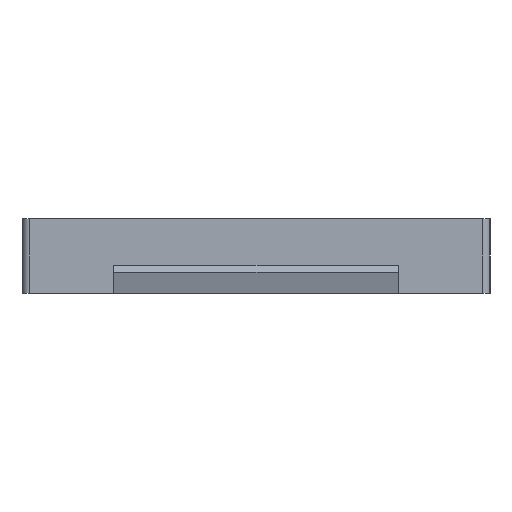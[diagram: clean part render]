
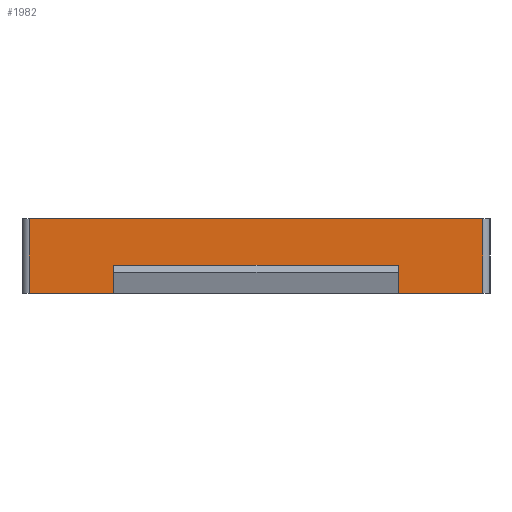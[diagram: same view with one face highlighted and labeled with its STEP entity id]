
A CAD part, left-side view. The second image highlights one B-rep face of the part: STEP entity #1982.
In plain terms, the highlighted planar face has unit normal (-1, 0, 0).
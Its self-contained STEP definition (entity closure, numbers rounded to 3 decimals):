
#196=FACE_OUTER_BOUND('',#310,.T.);
#310=EDGE_LOOP('',(#1774,#1775,#1776,#1777));
#572=LINE('',#3814,#743);
#577=LINE('',#3830,#748);
#578=LINE('',#3834,#749);
#579=LINE('',#3835,#750);
#743=VECTOR('',#2332,10.);
#748=VECTOR('',#2349,10.);
#749=VECTOR('',#2354,10.);
#750=VECTOR('',#2355,10.);
#944=VERTEX_POINT('',#3811);
#945=VERTEX_POINT('',#3813);
#950=VERTEX_POINT('',#3829);
#951=VERTEX_POINT('',#3833);
#1223=EDGE_CURVE('',#944,#945,#572,.T.);
#1231=EDGE_CURVE('',#945,#950,#577,.T.);
#1233=EDGE_CURVE('',#951,#944,#578,.T.);
#1234=EDGE_CURVE('',#951,#950,#579,.T.);
#1774=ORIENTED_EDGE('',*,*,#1231,.F.);
#1775=ORIENTED_EDGE('',*,*,#1223,.F.);
#1776=ORIENTED_EDGE('',*,*,#1233,.F.);
#1777=ORIENTED_EDGE('',*,*,#1234,.T.);
#1874=PLANE('',#2070);
#1982=ADVANCED_FACE('',(#196),#1874,.T.);
#2070=AXIS2_PLACEMENT_3D('',#3832,#2352,#2353);
#2332=DIRECTION('',(0.,-1.,0.));
#2349=DIRECTION('',(0.,0.,-1.));
#2352=DIRECTION('center_axis',(-1.,0.,0.));
#2353=DIRECTION('ref_axis',(0.,-1.,0.));
#2354=DIRECTION('',(0.,0.,1.));
#2355=DIRECTION('',(0.,-1.,0.));
#3811=CARTESIAN_POINT('',(0.,61.5,10.));
#3813=CARTESIAN_POINT('',(0.,1.,10.));
#3814=CARTESIAN_POINT('',(0.,62.5,10.));
#3829=CARTESIAN_POINT('',(0.,1.,0.));
#3830=CARTESIAN_POINT('',(0.,1.,0.));
#3832=CARTESIAN_POINT('Origin',(0.,62.5,0.));
#3833=CARTESIAN_POINT('',(0.,61.5,0.));
#3834=CARTESIAN_POINT('',(0.,61.5,0.));
#3835=CARTESIAN_POINT('',(0.,62.5,0.));
